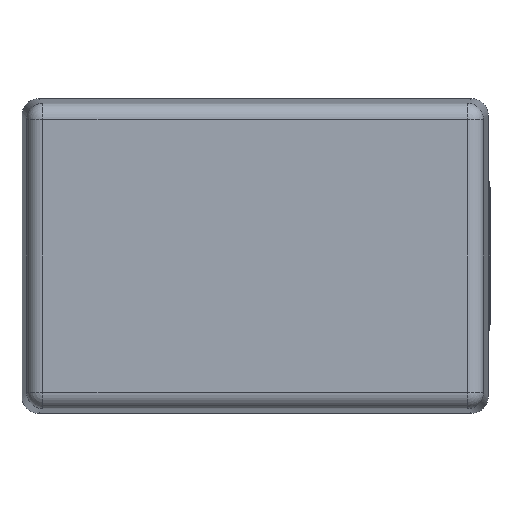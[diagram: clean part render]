
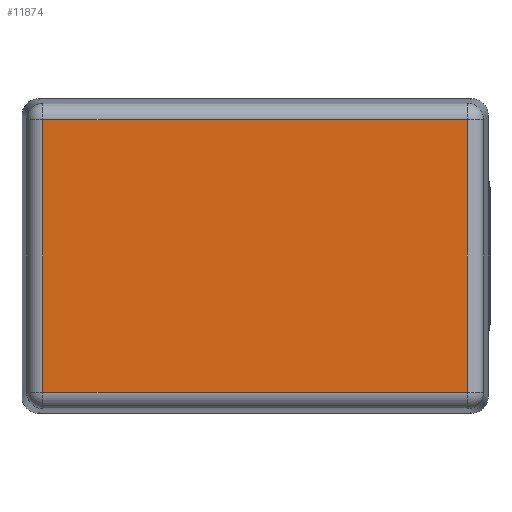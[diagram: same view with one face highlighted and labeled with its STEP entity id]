
A CAD part, front view. The second image highlights one B-rep face of the part: STEP entity #11874.
In plain terms, the highlighted planar face has unit normal (0, -1, 0).
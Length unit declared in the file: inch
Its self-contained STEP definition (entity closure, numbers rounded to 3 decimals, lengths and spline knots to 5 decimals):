
#2888 = AXIS2_PLACEMENT_3D ( 'NONE', #7379, #7382, #7383 ) ;
#7379 = CARTESIAN_POINT ( 'NONE',  ( 1.545, -0.904, 1.0425 ) ) ;
#7380 = PLANE ( 'NONE',  #2888 ) ;
#7382 = DIRECTION ( 'NONE',  ( 0., -1., 0. ) ) ;
#7383 = DIRECTION ( 'NONE',  ( 0., 0., -1. ) ) ;
#7510 = CARTESIAN_POINT ( 'NONE',  ( 1.40594, -0.904, 0.90344 ) ) ;
#7627 = CARTESIAN_POINT ( 'NONE',  ( 1.40594, -0.904, -0.90344 ) ) ;
#7812 = CARTESIAN_POINT ( 'NONE',  ( -1.40594, -0.904, -0.90344 ) ) ;
#7838 = CARTESIAN_POINT ( 'NONE',  ( -1.40594, -0.904, 0.90344 ) ) ;
#9199 = EDGE_CURVE ( 'NONE', #12085, #11967, #13634, .T. ) ;
#9203 = EDGE_CURVE ( 'NONE', #12270, #12085, #13663, .T. ) ;
#9205 = EDGE_CURVE ( 'NONE', #11967, #12296, #13624, .T. ) ;
#9206 = EDGE_CURVE ( 'NONE', #12296, #12270, #13622, .T. ) ;
#11874 = ADVANCED_FACE ( 'NONE', ( #15764 ), #7380, .T. ) ;
#11967 = VERTEX_POINT ( 'NONE', #7510 ) ;
#12085 = VERTEX_POINT ( 'NONE', #7627 ) ;
#12270 = VERTEX_POINT ( 'NONE', #7812 ) ;
#12296 = VERTEX_POINT ( 'NONE', #7838 ) ;
#13621 = VECTOR ( 'NONE', #18507, 39.37008 ) ;
#13622 = LINE ( 'NONE', #18506, #13621 ) ;
#13623 = VECTOR ( 'NONE', #18505, 39.37008 ) ;
#13624 = LINE ( 'NONE', #18504, #13623 ) ;
#13632 = VECTOR ( 'NONE', #18501, 39.37008 ) ;
#13634 = LINE ( 'NONE', #18478, #13652 ) ;
#13652 = VECTOR ( 'NONE', #18479, 39.37008 ) ;
#13663 = LINE ( 'NONE', #18500, #13632 ) ;
#15764 = FACE_OUTER_BOUND ( 'NONE', #18013, .T. ) ;
#16845 = ORIENTED_EDGE ( 'NONE', *, *, #9203, .T. ) ;
#16853 = ORIENTED_EDGE ( 'NONE', *, *, #9199, .T. ) ;
#16854 = ORIENTED_EDGE ( 'NONE', *, *, #9205, .T. ) ;
#16855 = ORIENTED_EDGE ( 'NONE', *, *, #9206, .T. ) ;
#18013 = EDGE_LOOP ( 'NONE', ( #16845, #16853, #16854, #16855 ) ) ;
#18478 = CARTESIAN_POINT ( 'NONE',  ( 1.40594, -0.904, 1.0425 ) ) ;
#18479 = DIRECTION ( 'NONE',  ( 0., 0., 1. ) ) ;
#18500 = CARTESIAN_POINT ( 'NONE',  ( 1.545, -0.904, -0.90344 ) ) ;
#18501 = DIRECTION ( 'NONE',  ( 1., 0., 0. ) ) ;
#18504 = CARTESIAN_POINT ( 'NONE',  ( 1.545, -0.904, 0.90344 ) ) ;
#18505 = DIRECTION ( 'NONE',  ( -1., 0., 0. ) ) ;
#18506 = CARTESIAN_POINT ( 'NONE',  ( -1.40594, -0.904, 1.0425 ) ) ;
#18507 = DIRECTION ( 'NONE',  ( 0., 0., -1. ) ) ;
